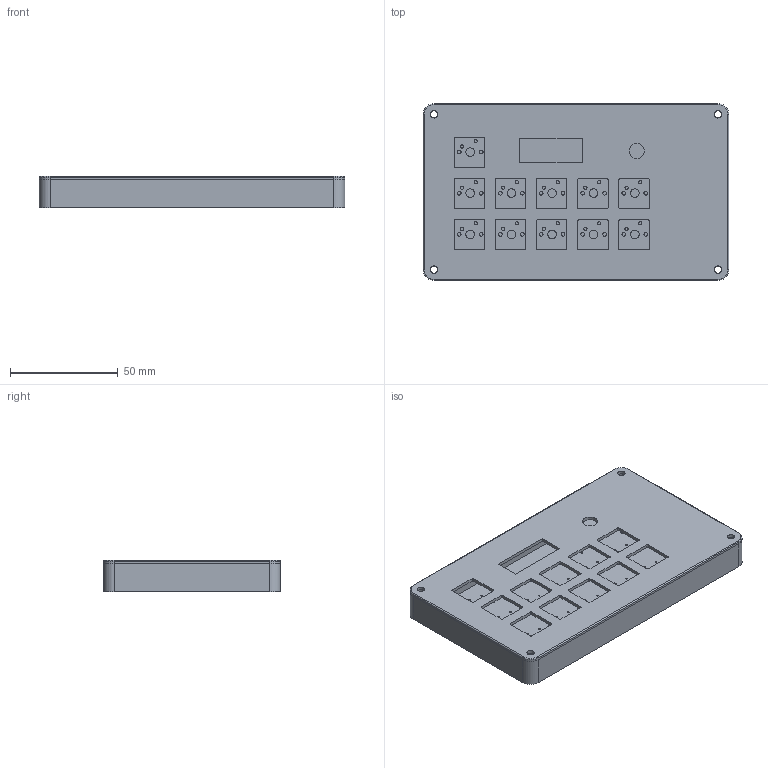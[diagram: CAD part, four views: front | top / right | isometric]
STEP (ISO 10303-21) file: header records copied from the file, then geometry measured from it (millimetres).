
FILE_DESCRIPTION(/* description */ ('STEP AP242 Edition 2','CAx-IF Rec.Pracs.---Representation and Presentation of Product Manufacturing Information (PMI)---4.0---2014-10-13','CAx-IF Rec.Pracs.---3D Tessellated Geometry---0.4---2014-09-14','2;1','CAx-IF Rec.Pracs.---User Defined Attributes---1.5---2016-08-15'),/* implementation_level */ '2;1');
FILE_NAME(/* name */ '6946580f445ff1f9fefd9d14',/* time_stamp */ '2025-12-20T08:02:23Z',/* author */ (''),/* organization */ (''),/* preprocessor_version */ 'ST-DEVELOPER v20',/* originating_system */ 'ONSHAPE BY PTC INC, 1.208',/* authorisation */ ' ');
FILE_SCHEMA (('AP242_MANAGED_MODEL_BASED_3D_ENGINEERING_MIM_LF { 1 0 10303 442 3 1 4 }'));
Length unit declared in the file: metre
Products named in the file (8): Assembly 1; Part 1; Part 4; Part 5; Blueprint project_PCB; Part 3; Part 2
Assembly tree (7 placements, depth 2):
  Assembly 1
    Part 1
    Part 4
    Part 1
    Part 5
    Blueprint project_PCB
    Part 3
    Part 2
Bounding box: 141.45 x 81.92 x 14.5 mm (x, y, z)
Volume: 95819.3 mm3; surface area: 70037.6 mm2
Topology: 7 solids, 7 shells, 394 faces, 1111 edges, 738 vertices
Faces by surface type: cylinder 194, plane 141, bspline 55, torus 4
Full cylindrical faces by diameter (mm): 0.8 x24, 0.889 x14, 1 x9, 1.5 x22, 1.7 x22, 3.4 x8, 4 x11, 6 x8, 7 x1
Entity records: 13186 total; most frequent: CARTESIAN_POINT 2737, ORIENTED_EDGE 1984, DIRECTION 1968, EDGE_CURVE 992, EDGE_LOOP 778, FACE_BOUND 778, AXIS2_PLACEMENT_3D 739, VERTEX_POINT 738
